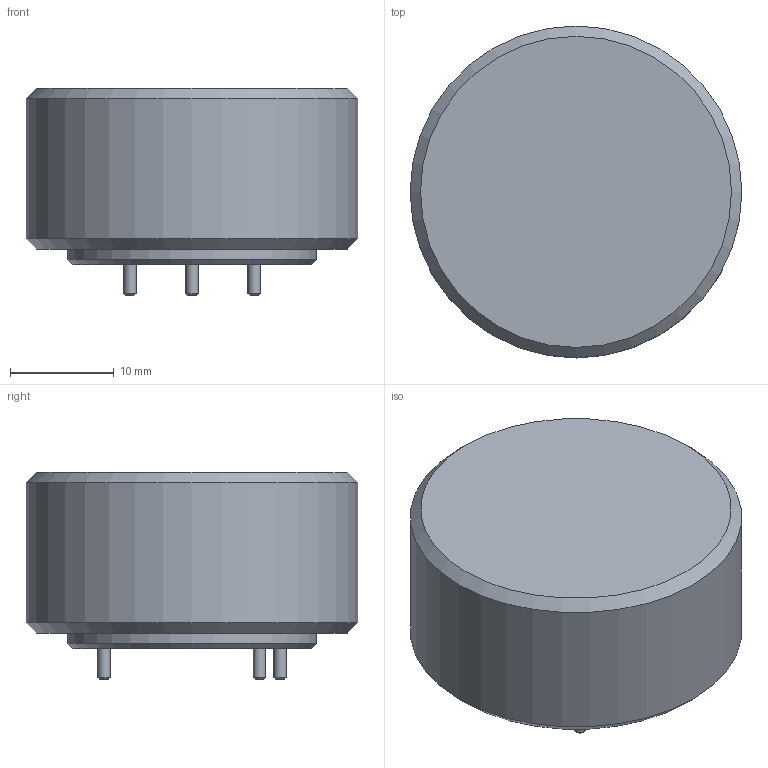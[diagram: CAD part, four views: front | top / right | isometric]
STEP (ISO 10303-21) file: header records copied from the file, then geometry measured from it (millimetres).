
FILE_DESCRIPTION(/* description */ (''),/* implementation_level */ '2;1');
FILE_NAME(/* name */ 'Compact Vorlage.stp',/* time_stamp */ '2020-09-18T14:56:29+02:00',/* author */ ('station1'),/* organization */ (''),/* preprocessor_version */ 'ST-DEVELOPER v18.1',/* originating_system */ 'Autodesk Inventor 2021',/* authorisation */ '');
FILE_SCHEMA (('AUTOMOTIVE_DESIGN { 1 0 10303 214 3 1 1 }'));
Length unit declared in the file: millimetre
Products named in the file (1): Compact Vorlage
Bounding box: 32 x 32 x 20 mm (x, y, z)
Volume: 13050 mm3; surface area: 3180.3 mm2
Topology: 1 solids, 1 shells, 20 faces, 40 edges, 27 vertices
Faces by surface type: cone 7, plane 7, cylinder 6
Full cylindrical faces by diameter (mm): 1.2 x4, 24 x1, 32 x1
Entity records: 618 total; most frequent: DIRECTION 109, CARTESIAN_POINT 88, ORIENTED_EDGE 80, AXIS2_PLACEMENT_3D 48, EDGE_CURVE 40, CIRCLE 27, VERTEX_POINT 27, EDGE_LOOP 25
